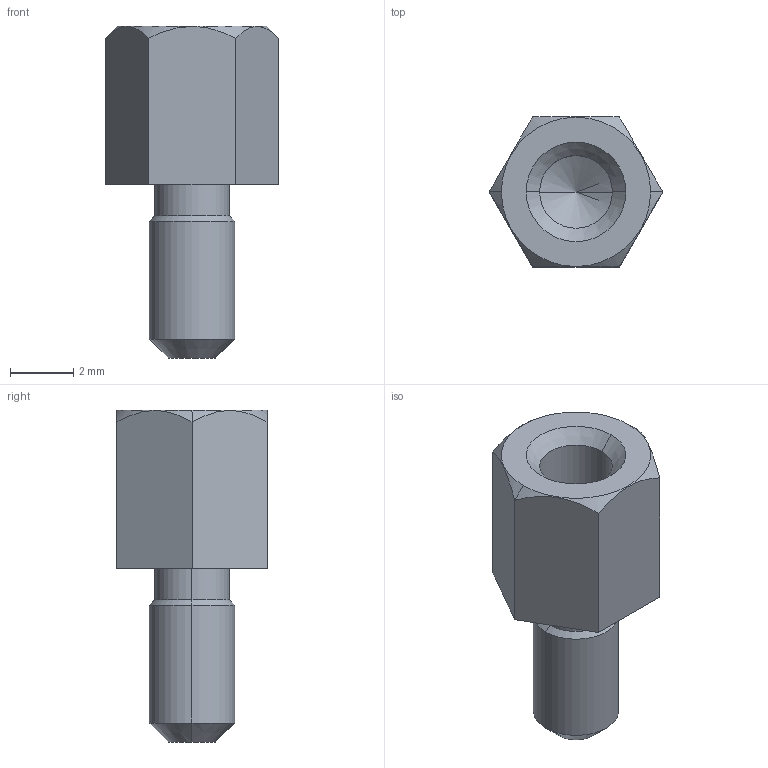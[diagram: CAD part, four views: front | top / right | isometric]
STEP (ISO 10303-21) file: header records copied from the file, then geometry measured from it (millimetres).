
FILE_DESCRIPTION (( 'STEP AP214' ), '1' );
FILE_NAME ('JSX-1055_rA3.STEP', '2011-09-09T16:39:19', ( ' ' ), ( ' ' ), 'SwSTEP 2.0', 'SolidWorks 2007', '' );
FILE_SCHEMA (( 'AUTOMOTIVE_DESIGN' ));
Length unit declared in the file: millimetre
Products named in the file (1): JSX-1055_rA3
Bounding box: 5.48 x 4.75 x 10.5 mm (x, y, z)
Volume: 108.6 mm3; surface area: 190.5 mm2
Topology: 1 solids, 1 shells, 25 faces, 54 edges, 31 vertices
Faces by surface type: cone 10, plane 9, cylinder 6
Entity records: 729 total; most frequent: CARTESIAN_POINT 171, DIRECTION 116, ORIENTED_EDGE 104, EDGE_CURVE 52, AXIS2_PLACEMENT_3D 44, VERTEX_POINT 31, VECTOR 28, LINE 28
